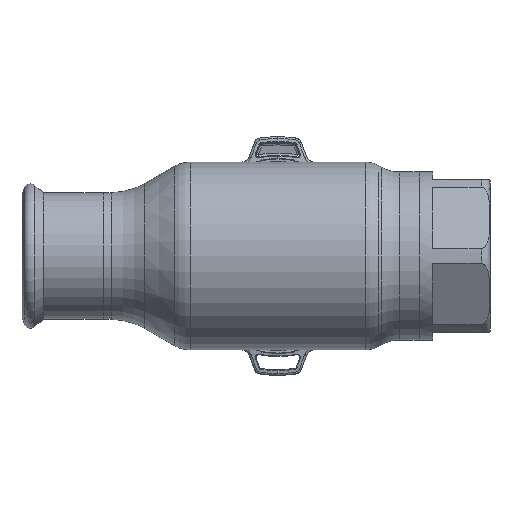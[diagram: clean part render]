
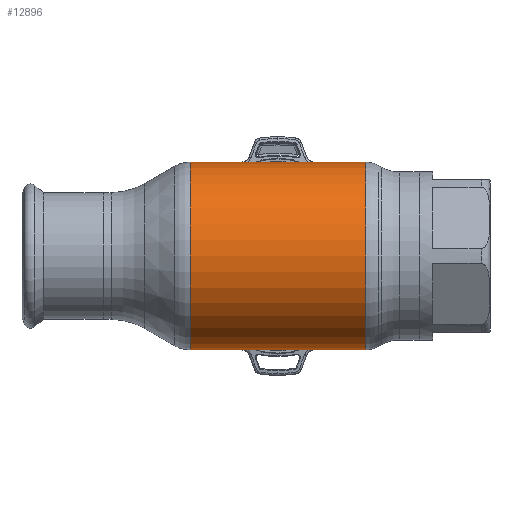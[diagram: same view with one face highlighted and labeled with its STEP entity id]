
A CAD part, front view. The second image highlights one B-rep face of the part: STEP entity #12896.
In plain terms, the highlighted cylindrical face has radius 42.5 mm (diameter 85 mm), a partial arc.
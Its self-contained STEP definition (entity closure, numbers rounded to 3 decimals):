
#382 = ORIENTED_EDGE ( 'NONE', *, *, #1131, .T. ) ;
#1040 = CARTESIAN_POINT ( 'NONE',  ( 39.749, 0., 0. ) ) ;
#1131 = EDGE_CURVE ( 'NONE', #28375, #9749, #20784, .T. ) ;
#1144 = CIRCLE ( 'NONE', #17663, 42.5 ) ;
#3122 = ORIENTED_EDGE ( 'NONE', *, *, #3354, .F. ) ;
#3354 = EDGE_CURVE ( 'NONE', #18292, #9749, #1144, .T. ) ;
#4780 = FACE_OUTER_BOUND ( 'NONE', #22997, .T. ) ;
#4966 = VERTEX_POINT ( 'NONE', #11027 ) ;
#5258 = DIRECTION ( 'NONE',  ( -1., 0., 0. ) ) ;
#6543 = DIRECTION ( 'NONE',  ( -1., 0., 0. ) ) ;
#7121 = AXIS2_PLACEMENT_3D ( 'NONE', #1040, #16540, #29221 ) ;
#8749 = CIRCLE ( 'NONE', #7121, 42.5 ) ;
#8756 = LINE ( 'NONE', #13888, #21660 ) ;
#9719 = CARTESIAN_POINT ( 'NONE',  ( -39.749, 0., 0. ) ) ;
#9749 = VERTEX_POINT ( 'NONE', #31662 ) ;
#11027 = CARTESIAN_POINT ( 'NONE',  ( 39.749, 0., -42.5 ) ) ;
#12896 = ADVANCED_FACE ( 'NONE', ( #4780 ), #25118, .T. ) ;
#13122 = AXIS2_PLACEMENT_3D ( 'NONE', #17934, #5258, #22788 ) ;
#13888 = CARTESIAN_POINT ( 'NONE',  ( -62.69, 0., -42.5 ) ) ;
#16152 = CARTESIAN_POINT ( 'NONE',  ( 39.749, 0., 42.5 ) ) ;
#16540 = DIRECTION ( 'NONE',  ( -1., 0., 0. ) ) ;
#17663 = AXIS2_PLACEMENT_3D ( 'NONE', #9719, #6543, #32408 ) ;
#17934 = CARTESIAN_POINT ( 'NONE',  ( -62.69, 0., 0. ) ) ;
#18282 = CARTESIAN_POINT ( 'NONE',  ( -62.69, 0., 42.5 ) ) ;
#18292 = VERTEX_POINT ( 'NONE', #21157 ) ;
#19101 = ORIENTED_EDGE ( 'NONE', *, *, #22221, .F. ) ;
#20784 = LINE ( 'NONE', #18282, #21683 ) ;
#21157 = CARTESIAN_POINT ( 'NONE',  ( -39.749, 0., -42.5 ) ) ;
#21660 = VECTOR ( 'NONE', #24071, 1000. ) ;
#21683 = VECTOR ( 'NONE', #23469, 1000. ) ;
#21907 = ORIENTED_EDGE ( 'NONE', *, *, #28018, .T. ) ;
#22221 = EDGE_CURVE ( 'NONE', #4966, #18292, #8756, .T. ) ;
#22788 = DIRECTION ( 'NONE',  ( 0., 0., 1. ) ) ;
#22997 = EDGE_LOOP ( 'NONE', ( #19101, #21907, #382, #3122 ) ) ;
#23469 = DIRECTION ( 'NONE',  ( -1., 0., 0. ) ) ;
#24071 = DIRECTION ( 'NONE',  ( -1., 0., 0. ) ) ;
#25118 = CYLINDRICAL_SURFACE ( 'NONE', #13122, 42.5 ) ;
#28018 = EDGE_CURVE ( 'NONE', #4966, #28375, #8749, .T. ) ;
#28375 = VERTEX_POINT ( 'NONE', #16152 ) ;
#29221 = DIRECTION ( 'NONE',  ( 0., 0., 1. ) ) ;
#31662 = CARTESIAN_POINT ( 'NONE',  ( -39.749, 0., 42.5 ) ) ;
#32408 = DIRECTION ( 'NONE',  ( 0., 0., 1. ) ) ;
